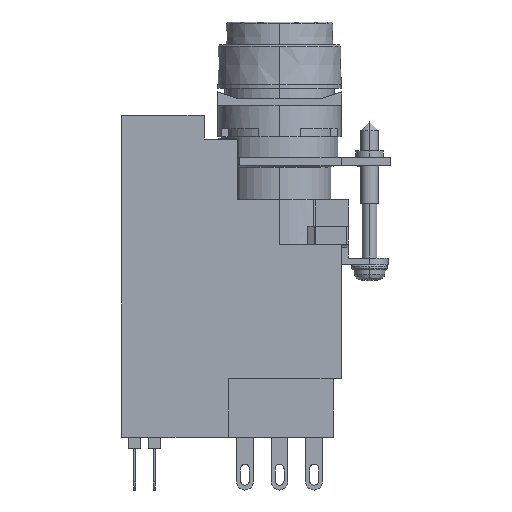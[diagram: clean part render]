
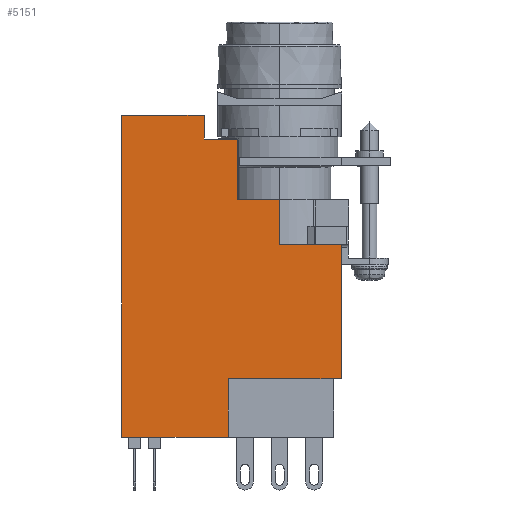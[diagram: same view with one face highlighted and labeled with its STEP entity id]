
A CAD part, left-side view. The second image highlights one B-rep face of the part: STEP entity #5151.
In plain terms, the highlighted planar face has unit normal (-1, 0, 0).
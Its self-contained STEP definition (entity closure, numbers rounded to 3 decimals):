
#108 = EDGE_CURVE ( 'NONE', #5812, #4955, #5554, .T. ) ;
#485 = LINE ( 'NONE', #4036, #6483 ) ;
#604 = DIRECTION ( 'NONE',  ( 0., 0., 1. ) ) ;
#674 = ORIENTED_EDGE ( 'NONE', *, *, #1629, .T. ) ;
#706 = CARTESIAN_POINT ( 'NONE',  ( -8.9, 6.95, 46.5 ) ) ;
#1099 = CARTESIAN_POINT ( 'NONE',  ( -8.9, 6.95, 8.5 ) ) ;
#1126 = DIRECTION ( 'NONE',  ( 0., 0., 1. ) ) ;
#1237 = ORIENTED_EDGE ( 'NONE', *, *, #9986, .T. ) ;
#1277 = ORIENTED_EDGE ( 'NONE', *, *, #108, .T. ) ;
#1293 = ORIENTED_EDGE ( 'NONE', *, *, #8106, .T. ) ;
#1409 = ORIENTED_EDGE ( 'NONE', *, *, #2808, .T. ) ;
#1479 = PLANE ( 'NONE',  #6808 ) ;
#1629 = EDGE_CURVE ( 'NONE', #4765, #1842, #7618, .T. ) ;
#1684 = EDGE_CURVE ( 'NONE', #3469, #10151, #2444, .T. ) ;
#1685 = CARTESIAN_POINT ( 'NONE',  ( -8.9, 0., 27.8 ) ) ;
#1836 = VECTOR ( 'NONE', #3293, 1000. ) ;
#1842 = VERTEX_POINT ( 'NONE', #5396 ) ;
#1875 = EDGE_CURVE ( 'NONE', #1842, #3469, #9882, .T. ) ;
#1904 = CARTESIAN_POINT ( 'NONE',  ( -8.9, 6.95, 43.1 ) ) ;
#2162 = EDGE_CURVE ( 'NONE', #5981, #5812, #4283, .T. ) ;
#2295 = VECTOR ( 'NONE', #5453, 1000. ) ;
#2302 = VECTOR ( 'NONE', #3202, 1000. ) ;
#2444 = LINE ( 'NONE', #5987, #11236 ) ;
#2774 = CARTESIAN_POINT ( 'NONE',  ( -8.9, 22.8, 23.25 ) ) ;
#2808 = EDGE_CURVE ( 'NONE', #10103, #5981, #10757, .T. ) ;
#2886 = CARTESIAN_POINT ( 'NONE',  ( -8.9, 7.4, 8.5 ) ) ;
#2954 = ORIENTED_EDGE ( 'NONE', *, *, #2162, .T. ) ;
#3202 = DIRECTION ( 'NONE',  ( 0., 0., 1. ) ) ;
#3293 = DIRECTION ( 'NONE',  ( 0., 0., 1. ) ) ;
#3469 = VERTEX_POINT ( 'NONE', #11484 ) ;
#3627 = VERTEX_POINT ( 'NONE', #10015 ) ;
#3668 = VECTOR ( 'NONE', #11260, 1000. ) ;
#3910 = CARTESIAN_POINT ( 'NONE',  ( -8.9, 10.9, 46.5 ) ) ;
#4036 = CARTESIAN_POINT ( 'NONE',  ( -8.9, 6.95, 34.3 ) ) ;
#4145 = LINE ( 'NONE', #7696, #3668 ) ;
#4221 = LINE ( 'NONE', #7771, #9871 ) ;
#4259 = DIRECTION ( 'NONE',  ( 0., 1., 0. ) ) ;
#4283 = LINE ( 'NONE', #7834, #4699 ) ;
#4657 = DIRECTION ( 'NONE',  ( 0., -1., 0. ) ) ;
#4699 = VECTOR ( 'NONE', #11399, 1000. ) ;
#4765 = VERTEX_POINT ( 'NONE', #9596 ) ;
#4955 = VERTEX_POINT ( 'NONE', #2886 ) ;
#5001 = CARTESIAN_POINT ( 'NONE',  ( -8.9, 22.8, 0. ) ) ;
#5031 = CARTESIAN_POINT ( 'NONE',  ( -8.9, -8.9, 0. ) ) ;
#5151 = ADVANCED_FACE ( 'NONE', ( #9461 ), #1479, .T. ) ;
#5396 = CARTESIAN_POINT ( 'NONE',  ( -8.9, 6., 43.1 ) ) ;
#5453 = DIRECTION ( 'NONE',  ( 0., 1., 0. ) ) ;
#5547 = EDGE_LOOP ( 'NONE', ( #1409, #2954, #1277, #10158, #11250, #1237, #7246, #1293, #674, #10039, #10927, #10316 ) ) ;
#5554 = LINE ( 'NONE', #9114, #6748 ) ;
#5567 = VECTOR ( 'NONE', #4657, 1000. ) ;
#5608 = EDGE_CURVE ( 'NONE', #10151, #10103, #8681, .T. ) ;
#5812 = VERTEX_POINT ( 'NONE', #10017 ) ;
#5970 = VERTEX_POINT ( 'NONE', #9435 ) ;
#5981 = VERTEX_POINT ( 'NONE', #5001 ) ;
#5987 = CARTESIAN_POINT ( 'NONE',  ( -8.9, 10.9, 23.25 ) ) ;
#6248 = VECTOR ( 'NONE', #4259, 1000. ) ;
#6320 = DIRECTION ( 'NONE',  ( 0., 0., -1. ) ) ;
#6483 = VECTOR ( 'NONE', #7589, 1000. ) ;
#6570 = EDGE_CURVE ( 'NONE', #7052, #11035, #4145, .T. ) ;
#6748 = VECTOR ( 'NONE', #1126, 1000. ) ;
#6808 = AXIS2_PLACEMENT_3D ( 'NONE', #5031, #8581, #604 ) ;
#7052 = VERTEX_POINT ( 'NONE', #1685 ) ;
#7246 = ORIENTED_EDGE ( 'NONE', *, *, #6570, .T. ) ;
#7589 = DIRECTION ( 'NONE',  ( 0., 1., 0. ) ) ;
#7618 = LINE ( 'NONE', #11182, #2302 ) ;
#7696 = CARTESIAN_POINT ( 'NONE',  ( -8.9, 0., 23.25 ) ) ;
#7716 = LINE ( 'NONE', #11279, #1836 ) ;
#7765 = EDGE_CURVE ( 'NONE', #3627, #5970, #7716, .T. ) ;
#7771 = CARTESIAN_POINT ( 'NONE',  ( -8.9, 6.95, 27.8 ) ) ;
#7834 = CARTESIAN_POINT ( 'NONE',  ( -8.9, 6.95, 0. ) ) ;
#8106 = EDGE_CURVE ( 'NONE', #11035, #4765, #485, .T. ) ;
#8581 = DIRECTION ( 'NONE',  ( -1., 0., 0. ) ) ;
#8681 = LINE ( 'NONE', #706, #6248 ) ;
#8912 = EDGE_CURVE ( 'NONE', #4955, #3627, #9086, .T. ) ;
#8933 = CARTESIAN_POINT ( 'NONE',  ( -8.9, 22.8, 46.5 ) ) ;
#9086 = LINE ( 'NONE', #1099, #5567 ) ;
#9088 = CARTESIAN_POINT ( 'NONE',  ( -8.9, 0., 34.3 ) ) ;
#9114 = CARTESIAN_POINT ( 'NONE',  ( -8.9, 7.4, 23.25 ) ) ;
#9435 = CARTESIAN_POINT ( 'NONE',  ( -8.9, -8.9, 27.8 ) ) ;
#9461 = FACE_OUTER_BOUND ( 'NONE', #5547, .T. ) ;
#9544 = DIRECTION ( 'NONE',  ( 0., 0., 1. ) ) ;
#9596 = CARTESIAN_POINT ( 'NONE',  ( -8.9, 6., 34.3 ) ) ;
#9871 = VECTOR ( 'NONE', #11335, 1000. ) ;
#9882 = LINE ( 'NONE', #1904, #2295 ) ;
#9986 = EDGE_CURVE ( 'NONE', #5970, #7052, #4221, .T. ) ;
#10015 = CARTESIAN_POINT ( 'NONE',  ( -8.9, -8.9, 8.5 ) ) ;
#10017 = CARTESIAN_POINT ( 'NONE',  ( -8.9, 7.4, 0. ) ) ;
#10039 = ORIENTED_EDGE ( 'NONE', *, *, #1875, .T. ) ;
#10103 = VERTEX_POINT ( 'NONE', #8933 ) ;
#10118 = VECTOR ( 'NONE', #6320, 1000. ) ;
#10151 = VERTEX_POINT ( 'NONE', #3910 ) ;
#10158 = ORIENTED_EDGE ( 'NONE', *, *, #8912, .T. ) ;
#10316 = ORIENTED_EDGE ( 'NONE', *, *, #5608, .T. ) ;
#10757 = LINE ( 'NONE', #2774, #10118 ) ;
#10927 = ORIENTED_EDGE ( 'NONE', *, *, #1684, .T. ) ;
#11035 = VERTEX_POINT ( 'NONE', #9088 ) ;
#11182 = CARTESIAN_POINT ( 'NONE',  ( -8.9, 6., 23.25 ) ) ;
#11236 = VECTOR ( 'NONE', #9544, 1000. ) ;
#11250 = ORIENTED_EDGE ( 'NONE', *, *, #7765, .T. ) ;
#11260 = DIRECTION ( 'NONE',  ( 0., 0., 1. ) ) ;
#11279 = CARTESIAN_POINT ( 'NONE',  ( -8.9, -8.9, 18.2 ) ) ;
#11335 = DIRECTION ( 'NONE',  ( 0., 1., 0. ) ) ;
#11399 = DIRECTION ( 'NONE',  ( 0., -1., 0. ) ) ;
#11484 = CARTESIAN_POINT ( 'NONE',  ( -8.9, 10.9, 43.1 ) ) ;
